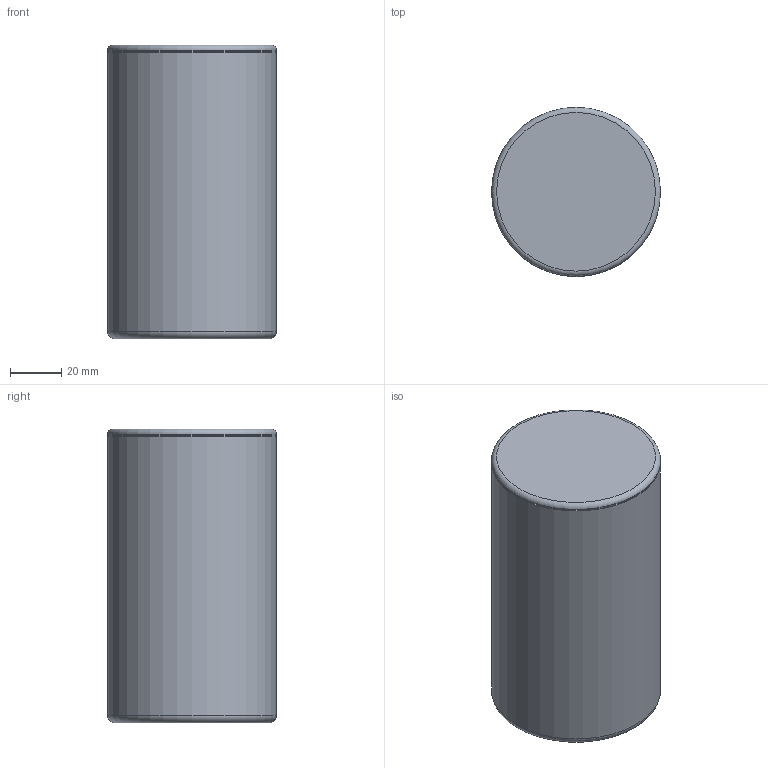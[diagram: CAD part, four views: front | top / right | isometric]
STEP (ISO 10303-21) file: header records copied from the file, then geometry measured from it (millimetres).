
FILE_DESCRIPTION(/* description */ (''),/* implementation_level */ '2;1');
FILE_NAME(/* name */ '8d3d4c06-a735-49b8-ae6d-f337acd9f242.stp',/* time_stamp */ '2021-10-03T16:36:54+00:00',/* author */ (''),/* organization */ (''),/* preprocessor_version */ 'ST-DEVELOPER v18.1',/* originating_system */ 'Autodesk Translation Framework v10.10.0.1391',/* authorisation */ '');
FILE_SCHEMA (('AUTOMOTIVE_DESIGN { 1 0 10303 214 3 1 1 }'));
Length unit declared in the file: millimetre
Products named in the file (2): CanSat SN3 Capsule; lid
Assembly tree (1 placements, depth 2):
  CanSat SN3 Capsule
    lid
Bounding box: 66 x 66 x 114.7 mm (x, y, z)
Volume: 51456.9 mm3; surface area: 61955 mm2
Topology: 2 solids, 2 shells, 45 faces, 111 edges, 73 vertices
Faces by surface type: plane 23, cylinder 16, torus 4, bspline 2
Full cylindrical faces by diameter (mm): 57 x1, 58.324 x1, 61.764 x1, 63 x1, 66 x2
Entity records: 2489 total; most frequent: CARTESIAN_POINT 1402, ORIENTED_EDGE 222, DIRECTION 206, EDGE_CURVE 111, AXIS2_PLACEMENT_3D 82, VERTEX_POINT 73, EDGE_LOOP 48, FACE_OUTER_BOUND 45
